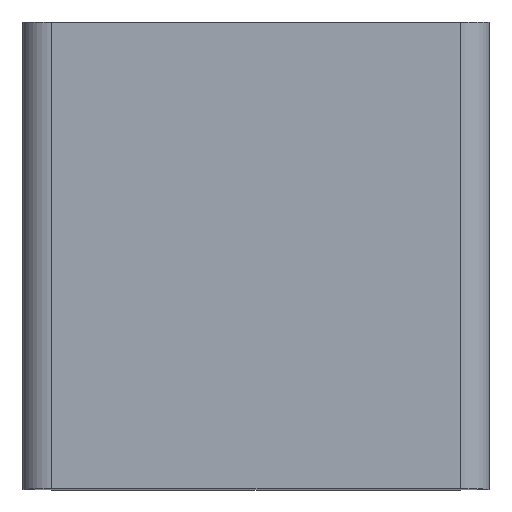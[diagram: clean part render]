
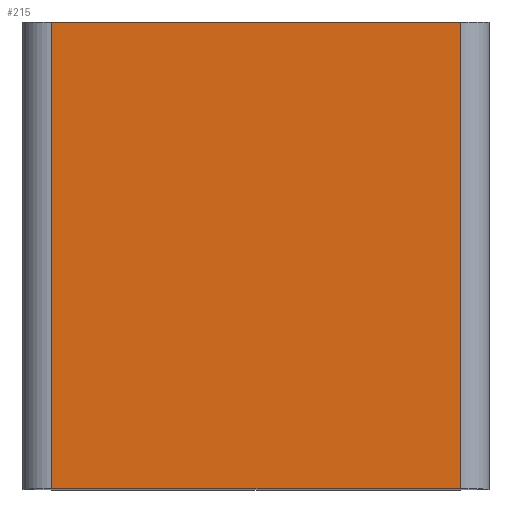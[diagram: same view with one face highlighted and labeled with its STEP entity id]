
A CAD part, top view. The second image highlights one B-rep face of the part: STEP entity #215.
In plain terms, the highlighted planar face has unit normal (0, 0, 1).
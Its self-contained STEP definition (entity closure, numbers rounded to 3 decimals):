
#215 = ADVANCED_FACE( '', ( #394 ), #395, .T. );
#394 = FACE_OUTER_BOUND( '', #550, .T. );
#395 = PLANE( '', #551 );
#550 = EDGE_LOOP( '', ( #956, #957, #958, #959 ) );
#551 = AXIS2_PLACEMENT_3D( '', #960, #961, #962 );
#956 = ORIENTED_EDGE( '', *, *, #1138, .F. );
#957 = ORIENTED_EDGE( '', *, *, #1149, .F. );
#958 = ORIENTED_EDGE( '', *, *, #1111, .T. );
#959 = ORIENTED_EDGE( '', *, *, #1000, .T. );
#960 = CARTESIAN_POINT( '', ( -3.5, -4., 10. ) );
#961 = DIRECTION( '', ( 0., 0., 1. ) );
#962 = DIRECTION( '', ( 1., 0., 0. ) );
#1000 = EDGE_CURVE( '', #1176, #1173, #1177, .T. );
#1111 = EDGE_CURVE( '', #1349, #1176, #1350, .T. );
#1138 = EDGE_CURVE( '', #1382, #1173, #1384, .T. );
#1149 = EDGE_CURVE( '', #1349, #1382, #1395, .T. );
#1173 = VERTEX_POINT( '', #1427 );
#1176 = VERTEX_POINT( '', #1430 );
#1177 = LINE( '', #1431, #1432 );
#1349 = VERTEX_POINT( '', #1659 );
#1350 = LINE( '', #1660, #1661 );
#1382 = VERTEX_POINT( '', #1704 );
#1384 = LINE( '', #1706, #1707 );
#1395 = LINE( '', #1720, #1721 );
#1427 = CARTESIAN_POINT( '', ( 3.5, 4., 10. ) );
#1430 = CARTESIAN_POINT( '', ( 3.5, -4., 10. ) );
#1431 = CARTESIAN_POINT( '', ( 3.5, -4., 10. ) );
#1432 = VECTOR( '', #1737, 1000. );
#1659 = CARTESIAN_POINT( '', ( -3.5, -4., 10. ) );
#1660 = CARTESIAN_POINT( '', ( -3.5, -4., 10. ) );
#1661 = VECTOR( '', #1892, 1000. );
#1704 = CARTESIAN_POINT( '', ( -3.5, 4., 10. ) );
#1706 = CARTESIAN_POINT( '', ( -3.5, 4., 10. ) );
#1707 = VECTOR( '', #1922, 1000. );
#1720 = CARTESIAN_POINT( '', ( -3.5, -4., 10. ) );
#1721 = VECTOR( '', #1925, 1000. );
#1737 = DIRECTION( '', ( 0., 1., 0. ) );
#1892 = DIRECTION( '', ( 1., 0., 0. ) );
#1922 = DIRECTION( '', ( 1., 0., 0. ) );
#1925 = DIRECTION( '', ( 0., 1., 0. ) );
